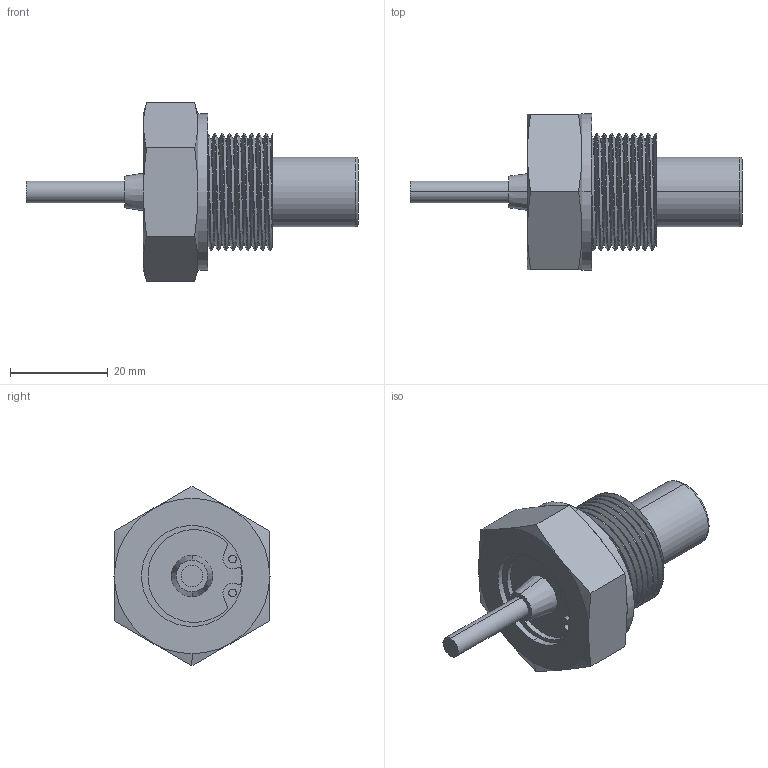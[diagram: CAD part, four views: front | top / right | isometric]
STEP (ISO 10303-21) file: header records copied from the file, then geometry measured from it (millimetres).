
FILE_DESCRIPTION (( 'STEP AP214' ), '1' );
FILE_NAME ('IndustrialSens-M24.STEP', '2025-08-27T23:31:27', ( '' ), ( '' ), 'SwSTEP 2.0', 'SolidWorks 2025', '' );
FILE_SCHEMA (( 'AUTOMOTIVE_DESIGN' ));
Length unit declared in the file: inch
Products named in the file (1): IndustrialSens-M24
Bounding box: 67.82 x 31.9 x 36.66 mm (x, y, z)
Volume: 19110.5 mm3; surface area: 11160.7 mm2
Topology: 8 solids, 8 shells, 144 faces, 322 edges, 198 vertices
Faces by surface type: cylinder 56, torus 34, plane 30, cone 20, bspline 4
Entity records: 10991 total; most frequent: CARTESIAN_POINT 7731, DIRECTION 691, ORIENTED_EDGE 644, EDGE_CURVE 322, AXIS2_PLACEMENT_3D 305, VERTEX_POINT 198, CIRCLE 164, EDGE_LOOP 160
